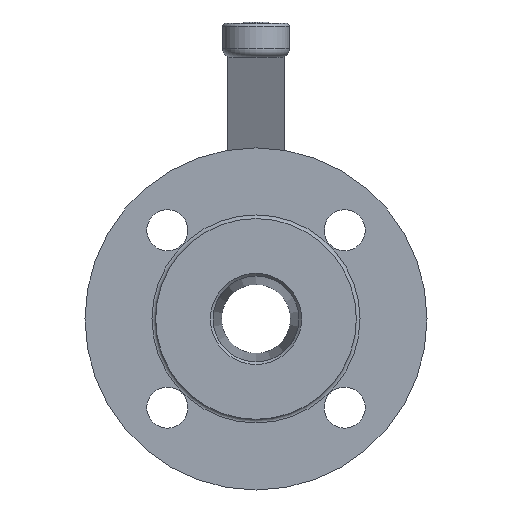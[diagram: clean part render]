
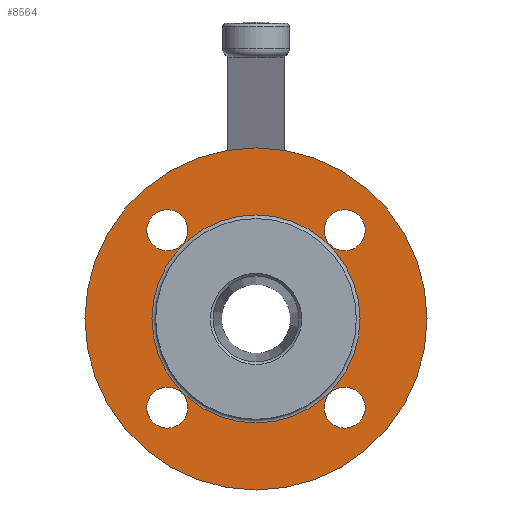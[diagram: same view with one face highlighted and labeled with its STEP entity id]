
A CAD part, left-side view. The second image highlights one B-rep face of the part: STEP entity #8564.
In plain terms, the highlighted planar face has unit normal (-1, 0, 0).
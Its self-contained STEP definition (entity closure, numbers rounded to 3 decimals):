
#1738=PLANE('',#9130);
#2500=FACE_BOUND('',#3137,.T.);
#2501=FACE_BOUND('',#3138,.T.);
#2502=FACE_BOUND('',#3139,.T.);
#2503=FACE_BOUND('',#3140,.T.);
#2504=FACE_BOUND('',#3141,.T.);
#2607=FACE_OUTER_BOUND('',#3136,.T.);
#3136=EDGE_LOOP('',(#6164));
#3137=EDGE_LOOP('',(#6165));
#3138=EDGE_LOOP('',(#6166));
#3139=EDGE_LOOP('',(#6167));
#3140=EDGE_LOOP('',(#6168));
#3141=EDGE_LOOP('',(#6169));
#3664=CIRCLE('',#9080,75.);
#3665=CIRCLE('',#9082,45.6);
#3693=CIRCLE('',#9131,9.);
#3694=CIRCLE('',#9132,9.);
#3695=CIRCLE('',#9133,9.);
#3696=CIRCLE('',#9134,9.);
#3996=VERTEX_POINT('',#12211);
#3997=VERTEX_POINT('',#12214);
#4049=VERTEX_POINT('',#12877);
#4050=VERTEX_POINT('',#12879);
#4051=VERTEX_POINT('',#12881);
#4052=VERTEX_POINT('',#12883);
#4785=EDGE_CURVE('',#3996,#3996,#3664,.T.);
#4786=EDGE_CURVE('',#3997,#3997,#3665,.T.);
#4866=EDGE_CURVE('',#4049,#4049,#3693,.T.);
#4867=EDGE_CURVE('',#4050,#4050,#3694,.T.);
#4868=EDGE_CURVE('',#4051,#4051,#3695,.T.);
#4869=EDGE_CURVE('',#4052,#4052,#3696,.T.);
#6164=ORIENTED_EDGE('',*,*,#4785,.F.);
#6165=ORIENTED_EDGE('',*,*,#4866,.T.);
#6166=ORIENTED_EDGE('',*,*,#4867,.T.);
#6167=ORIENTED_EDGE('',*,*,#4868,.T.);
#6168=ORIENTED_EDGE('',*,*,#4869,.T.);
#6169=ORIENTED_EDGE('',*,*,#4786,.T.);
#8564=ADVANCED_FACE('',(#2607,#2500,#2501,#2502,#2503,#2504),#1738,.T.);
#9080=AXIS2_PLACEMENT_3D('',#12212,#9961,#9962);
#9082=AXIS2_PLACEMENT_3D('',#12215,#9965,#9966);
#9130=AXIS2_PLACEMENT_3D('',#12876,#10080,#10081);
#9131=AXIS2_PLACEMENT_3D('',#12878,#10082,#10083);
#9132=AXIS2_PLACEMENT_3D('',#12880,#10084,#10085);
#9133=AXIS2_PLACEMENT_3D('',#12882,#10086,#10087);
#9134=AXIS2_PLACEMENT_3D('',#12884,#10088,#10089);
#9961=DIRECTION('center_axis',(1.,0.,0.));
#9962=DIRECTION('ref_axis',(0.,0.,
1.));
#9965=DIRECTION('center_axis',(1.,0.,0.));
#9966=DIRECTION('ref_axis',(0.,0.,
1.));
#10080=DIRECTION('center_axis',(-1.,0.,0.));
#10081=DIRECTION('ref_axis',(0.,0.,-1.));
#10082=DIRECTION('center_axis',(1.,0.,0.));
#10083=DIRECTION('ref_axis',(0.,-1.,0.));
#10084=DIRECTION('center_axis',(1.,0.,0.));
#10085=DIRECTION('ref_axis',(0.,0.,
1.));
#10086=DIRECTION('center_axis',(1.,0.,0.));
#10087=DIRECTION('ref_axis',(0.,1.,0.));
#10088=DIRECTION('center_axis',(1.,0.,0.));
#10089=DIRECTION('ref_axis',(0.,0.,
-1.));
#12211=CARTESIAN_POINT('',(-136.08,0.,75.));
#12212=CARTESIAN_POINT('Origin',(-136.08,0.,0.));
#12214=CARTESIAN_POINT('',(-136.08,0.,45.6));
#12215=CARTESIAN_POINT('Origin',(-136.08,0.,0.));
#12876=CARTESIAN_POINT('Origin',(-136.08,0.,60.3));
#12877=CARTESIAN_POINT('',(-136.08,29.891,38.891));
#12878=CARTESIAN_POINT('Origin',(-136.08,38.891,38.891));
#12879=CARTESIAN_POINT('',(-136.08,38.891,-29.891));
#12880=CARTESIAN_POINT('Origin',(-136.08,38.891,-38.891));
#12881=CARTESIAN_POINT('',(-136.08,-29.891,-38.891));
#12882=CARTESIAN_POINT('Origin',(-136.08,-38.891,-38.891));
#12883=CARTESIAN_POINT('',(-136.08,-38.891,29.891));
#12884=CARTESIAN_POINT('Origin',(-136.08,-38.891,38.891));
